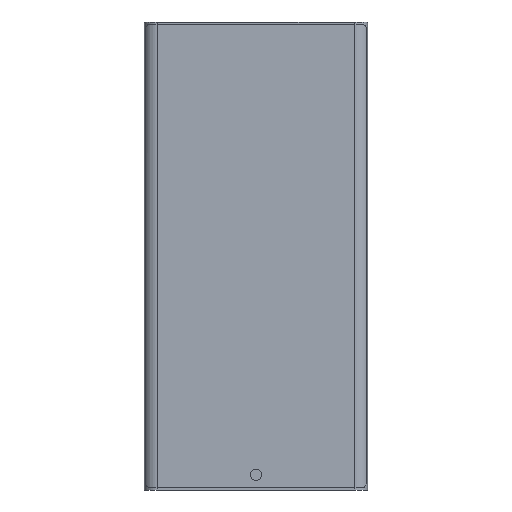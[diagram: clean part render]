
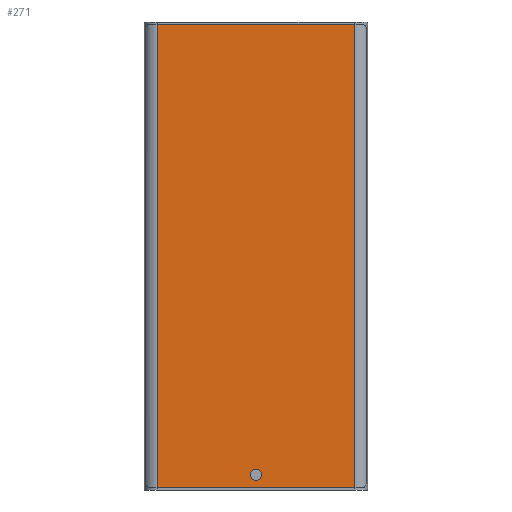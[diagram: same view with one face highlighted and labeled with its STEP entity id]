
A CAD part, front view. The second image highlights one B-rep face of the part: STEP entity #271.
In plain terms, the highlighted planar face has unit normal (0, -1, 0).
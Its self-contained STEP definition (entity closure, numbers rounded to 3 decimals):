
#97 = DIRECTION ( 'NONE',  ( 0., 1., 0. ) ) ;
#104 = EDGE_CURVE ( 'NONE', #3206, #4623, #1202, .T. ) ;
#149 = CARTESIAN_POINT ( 'NONE',  ( 0., -0.25, 0. ) ) ;
#242 = ORIENTED_EDGE ( 'NONE', *, *, #3377, .T. ) ;
#271 = ADVANCED_FACE ( 'NONE', ( #3578, #1911 ), #564, .T. ) ;
#564 = PLANE ( 'NONE',  #4794 ) ;
#659 = DIRECTION ( 'NONE',  ( -1., 0., 0. ) ) ;
#868 = EDGE_CURVE ( 'NONE', #3959, #5024, #4733, .T. ) ;
#882 = DIRECTION ( 'NONE',  ( 1., 0., 0. ) ) ;
#896 = DIRECTION ( 'NONE',  ( 0., 0., -1. ) ) ;
#938 = CARTESIAN_POINT ( 'NONE',  ( 4.45, -0.25, 0. ) ) ;
#1202 = LINE ( 'NONE', #3278, #3198 ) ;
#1284 = EDGE_CURVE ( 'NONE', #1515, #3582, #2246, .T. ) ;
#1301 = DIRECTION ( 'NONE',  ( 0., 0., -1. ) ) ;
#1319 = ORIENTED_EDGE ( 'NONE', *, *, #868, .T. ) ;
#1383 = CARTESIAN_POINT ( 'NONE',  ( 0., -0.25, -0.75 ) ) ;
#1515 = VERTEX_POINT ( 'NONE', #2495 ) ;
#1832 = AXIS2_PLACEMENT_3D ( 'NONE', #3065, #5075, #896 ) ;
#1833 = EDGE_CURVE ( 'NONE', #3206, #5024, #2741, .T. ) ;
#1911 = FACE_BOUND ( 'NONE', #2767, .T. ) ;
#2208 = LINE ( 'NONE', #1383, #2635 ) ;
#2246 = CIRCLE ( 'NONE', #3132, 2. ) ;
#2495 = CARTESIAN_POINT ( 'NONE',  ( 38.95, -0.25, -160. ) ) ;
#2558 = ORIENTED_EDGE ( 'NONE', *, *, #1284, .T. ) ;
#2635 = VECTOR ( 'NONE', #882, 1000. ) ;
#2741 = LINE ( 'NONE', #2845, #3938 ) ;
#2767 = EDGE_LOOP ( 'NONE', ( #2558, #242 ) ) ;
#2845 = CARTESIAN_POINT ( 'NONE',  ( 0., -0.25, -162.55 ) ) ;
#2964 = CARTESIAN_POINT ( 'NONE',  ( 38.95, -0.25, -156. ) ) ;
#3065 = CARTESIAN_POINT ( 'NONE',  ( 38.95, -0.25, -158. ) ) ;
#3132 = AXIS2_PLACEMENT_3D ( 'NONE', #4356, #97, #4312 ) ;
#3194 = ORIENTED_EDGE ( 'NONE', *, *, #5249, .F. ) ;
#3198 = VECTOR ( 'NONE', #4077, 1000. ) ;
#3206 = VERTEX_POINT ( 'NONE', #3275 ) ;
#3275 = CARTESIAN_POINT ( 'NONE',  ( 73.45, -0.25, -162.55 ) ) ;
#3278 = CARTESIAN_POINT ( 'NONE',  ( 73.45, -0.25, 0. ) ) ;
#3287 = ORIENTED_EDGE ( 'NONE', *, *, #104, .T. ) ;
#3300 = EDGE_LOOP ( 'NONE', ( #4205, #3287, #3194, #1319 ) ) ;
#3377 = EDGE_CURVE ( 'NONE', #3582, #1515, #3594, .T. ) ;
#3578 = FACE_OUTER_BOUND ( 'NONE', #3300, .T. ) ;
#3582 = VERTEX_POINT ( 'NONE', #2964 ) ;
#3594 = CIRCLE ( 'NONE', #1832, 2. ) ;
#3938 = VECTOR ( 'NONE', #659, 1000. ) ;
#3959 = VERTEX_POINT ( 'NONE', #5141 ) ;
#4077 = DIRECTION ( 'NONE',  ( 0., 0., 1. ) ) ;
#4205 = ORIENTED_EDGE ( 'NONE', *, *, #1833, .F. ) ;
#4312 = DIRECTION ( 'NONE',  ( 0., 0., -1. ) ) ;
#4356 = CARTESIAN_POINT ( 'NONE',  ( 38.95, -0.25, -158. ) ) ;
#4623 = VERTEX_POINT ( 'NONE', #4684 ) ;
#4684 = CARTESIAN_POINT ( 'NONE',  ( 73.45, -0.25, -0.75 ) ) ;
#4733 = LINE ( 'NONE', #938, #4975 ) ;
#4794 = AXIS2_PLACEMENT_3D ( 'NONE', #149, #5253, #4824 ) ;
#4824 = DIRECTION ( 'NONE',  ( 0., 0., -1. ) ) ;
#4975 = VECTOR ( 'NONE', #1301, 1000. ) ;
#5024 = VERTEX_POINT ( 'NONE', #5087 ) ;
#5075 = DIRECTION ( 'NONE',  ( 0., 1., 0. ) ) ;
#5087 = CARTESIAN_POINT ( 'NONE',  ( 4.45, -0.25, -162.55 ) ) ;
#5141 = CARTESIAN_POINT ( 'NONE',  ( 4.45, -0.25, -0.75 ) ) ;
#5249 = EDGE_CURVE ( 'NONE', #3959, #4623, #2208, .T. ) ;
#5253 = DIRECTION ( 'NONE',  ( 0., -1., 0. ) ) ;
